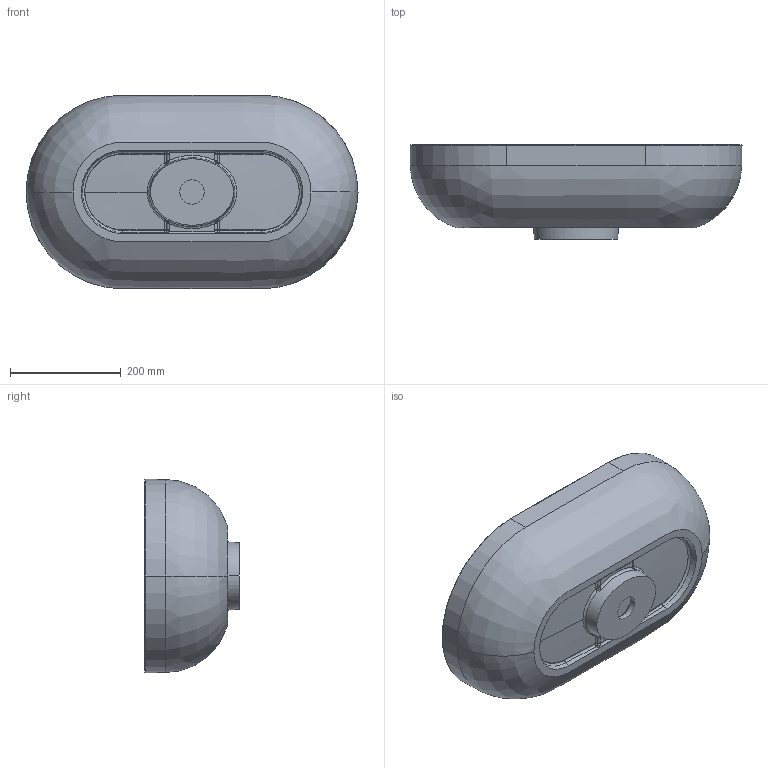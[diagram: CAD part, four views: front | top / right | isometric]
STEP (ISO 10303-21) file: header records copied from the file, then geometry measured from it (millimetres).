
FILE_DESCRIPTION (( 'STEP AP203' ), '1' );
FILE_NAME ('MARMY LENNOX C 600 C.STEP', '2021-04-26T16:42:00', ( '' ), ( '' ), 'SwSTEP 2.0', 'SolidWorks 2019', '' );
FILE_SCHEMA (( 'CONFIG_CONTROL_DESIGN' ));
Length unit declared in the file: millimetre
Products named in the file (1): MARMY LENNOX C 600 C
Bounding box: 599.96 x 171 x 349.96 mm (x, y, z)
Volume: 6090322.3 mm3; surface area: 682526.1 mm2
Topology: 2 solids, 2 shells, 152 faces, 358 edges, 206 vertices
Faces by surface type: bspline 74, cone 23, cylinder 20, torus 18, plane 16, sphere 1
Entity records: 12352 total; most frequent: CARTESIAN_POINT 9373, ORIENTED_EDGE 694, DIRECTION 477, EDGE_CURVE 347, AXIS2_PLACEMENT_3D 209, VERTEX_POINT 204, EDGE_LOOP 159, B_SPLINE_CURVE_WITH_KNOTS 158
